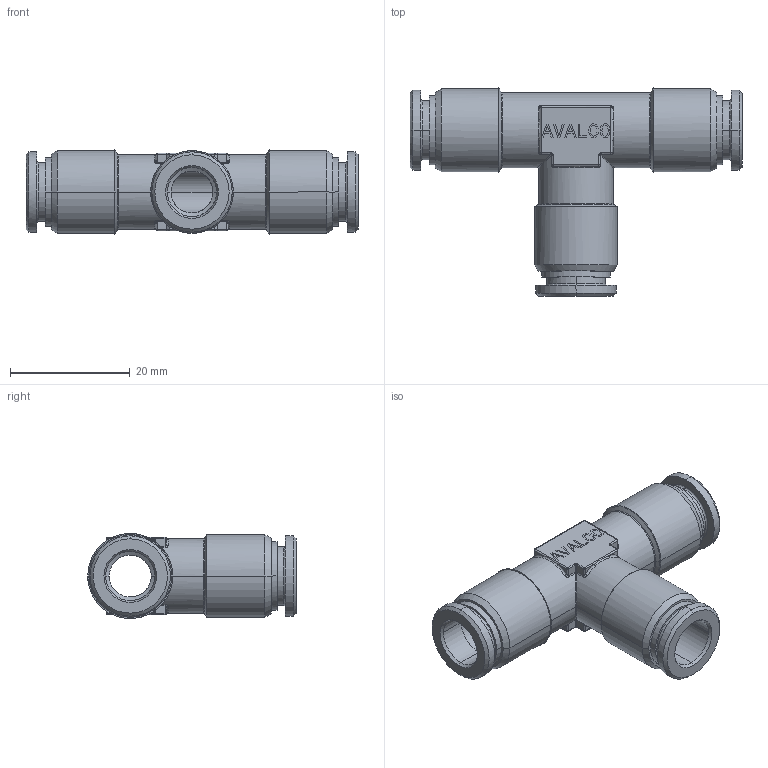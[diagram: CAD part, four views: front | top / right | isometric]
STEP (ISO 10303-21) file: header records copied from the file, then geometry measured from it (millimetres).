
FILE_DESCRIPTION(('CATIA V5 STEP Exchange'),'2;1');
FILE_NAME('PR540B-08.stp','2018-04-14T15:11:43+00:00',('none'),('none'),'CATIA Version 5 Release 21 GA (IN-10)','CATIA V5 STEP AP203','none');
FILE_SCHEMA(('CONFIG_CONTROL_DESIGN'));
Length unit declared in the file: millimetre
Products named in the file (1): PR540B-08
Bounding box: 55.4 x 34.79 x 14.19 mm (x, y, z)
Volume: 6474.3 mm3; surface area: 6107.5 mm2
Topology: 1 solids, 1 shells, 478 faces, 1184 edges, 742 vertices
Faces by surface type: plane 268, cylinder 92, cone 44, torus 40, bspline 22, sphere 12
Entity records: 16077 total; most frequent: CARTESIAN_POINT 5371, ORIENTED_EDGE 2368, DIRECTION 1839, EDGE_CURVE 1184, VECTOR 806, LINE 806, VERTEX_POINT 742, AXIS2_PLACEMENT_3D 620
